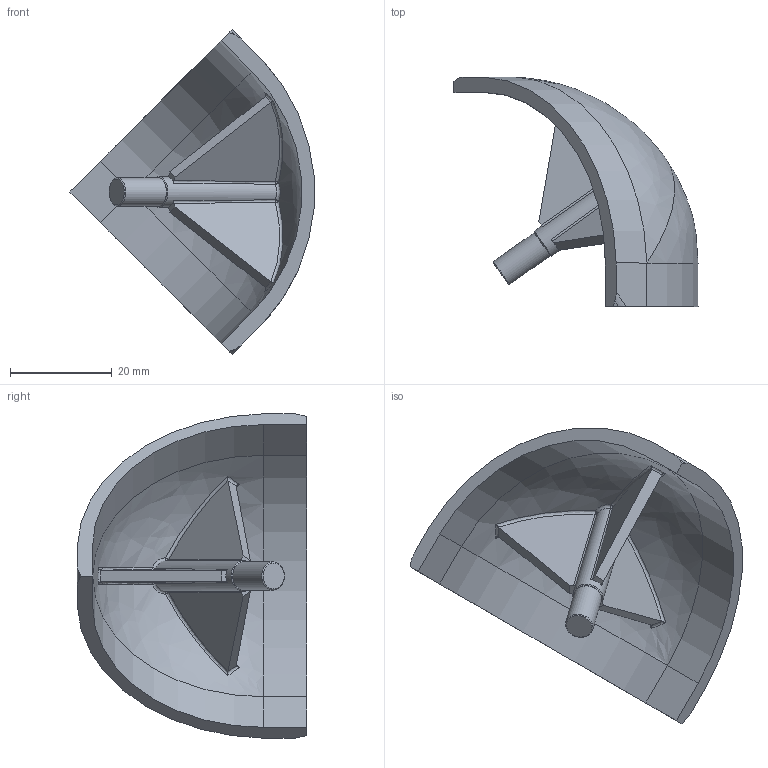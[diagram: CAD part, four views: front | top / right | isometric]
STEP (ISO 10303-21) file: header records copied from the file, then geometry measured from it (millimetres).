
FILE_DESCRIPTION (( 'STEP AP214' ), '1' );
FILE_NAME ('093wea452b.STEP', '2014-11-28T08:55:14', ( 'Admin' ), ( 'Hewlett-Packard Company' ), 'SwSTEP 2.0', 'SolidWorks 2014', '' );
FILE_SCHEMA (( 'AUTOMOTIVE_DESIGN' ));
Length unit declared in the file: millimetre
Products named in the file (1): 093wea452b
Bounding box: 47.89 x 45 x 63.64 mm (x, y, z)
Volume: 12037.5 mm3; surface area: 9669.7 mm2
Topology: 1 solids, 1 shells, 66 faces, 167 edges, 102 vertices
Faces by surface type: bspline 27, plane 26, cylinder 11, cone 2
Full cylindrical faces by diameter (mm): 5.5 x1, 6 x1
Entity records: 3337 total; most frequent: CARTESIAN_POINT 1224, ORIENTED_EDGE 318, DIRECTION 232, EDGE_CURVE 159, VERTEX_POINT 101, AXIS2_PLACEMENT_3D 89, EDGE_LOOP 72, UNCERTAINTY_MEASURE_WITH_UNIT 69
